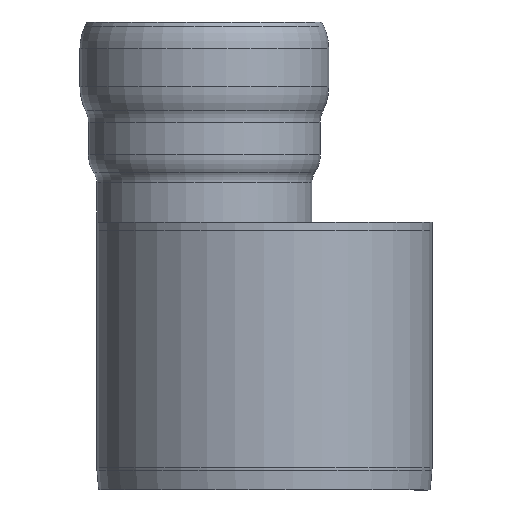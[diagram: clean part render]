
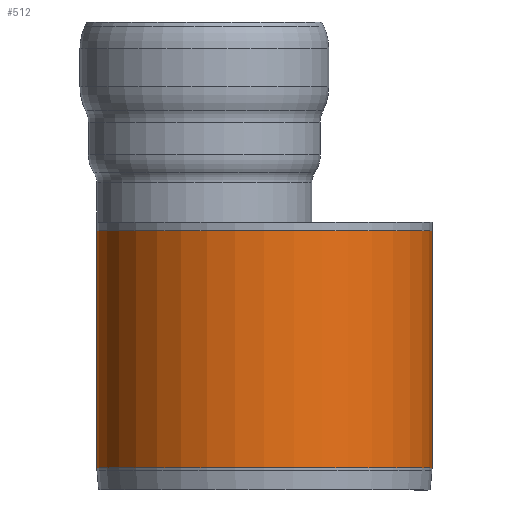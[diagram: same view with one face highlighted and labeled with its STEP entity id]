
A CAD part, front view. The second image highlights one B-rep face of the part: STEP entity #512.
In plain terms, the highlighted cylindrical face has radius 795 mm (diameter 1590 mm), a full revolution.
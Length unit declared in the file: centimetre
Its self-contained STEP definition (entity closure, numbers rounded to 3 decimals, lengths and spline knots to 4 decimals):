
#30=CYLINDRICAL_SURFACE('',#596,79.5);
#55=LINE('',#944,#69);
#69=VECTOR('',#775,79.5);
#106=FACE_OUTER_BOUND('',#140,.T.);
#140=EDGE_LOOP('',(#447,#448,#449,#450,#451));
#196=CIRCLE('',#589,79.5);
#200=CIRCLE('',#593,79.5);
#202=CIRCLE('',#597,79.5);
#246=VERTEX_POINT('',#928);
#247=VERTEX_POINT('',#929);
#251=VERTEX_POINT('',#942);
#312=EDGE_CURVE('',#246,#247,#196,.T.);
#316=EDGE_CURVE('',#247,#246,#200,.T.);
#319=EDGE_CURVE('',#251,#251,#202,.T.);
#320=EDGE_CURVE('',#251,#246,#55,.T.);
#447=ORIENTED_EDGE('',*,*,#319,.T.);
#448=ORIENTED_EDGE('',*,*,#320,.T.);
#449=ORIENTED_EDGE('',*,*,#316,.F.);
#450=ORIENTED_EDGE('',*,*,#312,.F.);
#451=ORIENTED_EDGE('',*,*,#320,.F.);
#512=ADVANCED_FACE('',(#106),#30,.T.);
#589=AXIS2_PLACEMENT_3D('',#930,#756,#757);
#593=AXIS2_PLACEMENT_3D('',#936,#764,#765);
#596=AXIS2_PLACEMENT_3D('',#941,#771,#772);
#597=AXIS2_PLACEMENT_3D('',#943,#773,#774);
#756=DIRECTION('center_axis',(0.,0.,
-1.));
#757=DIRECTION('ref_axis',(1.,0.,0.));
#764=DIRECTION('center_axis',(0.,0.,
-1.));
#765=DIRECTION('ref_axis',(1.,0.,0.));
#771=DIRECTION('center_axis',(0.,0.,
1.));
#772=DIRECTION('ref_axis',(-1.,0.,0.));
#773=DIRECTION('center_axis',(0.,0.,-1.));
#774=DIRECTION('ref_axis',(-1.,0.,0.));
#775=DIRECTION('',(0.,0.,-1.));
#928=CARTESIAN_POINT('',(814.1196,326.5271,-100.4542));
#929=CARTESIAN_POINT('',(734.6196,406.0271,-100.4542));
#930=CARTESIAN_POINT('Origin',(734.6196,326.5271,-100.4542));
#936=CARTESIAN_POINT('Origin',(734.6196,326.5271,-100.4542));
#941=CARTESIAN_POINT('Origin',(734.6196,326.5271,-44.5));
#942=CARTESIAN_POINT('',(814.1196,326.5271,12.));
#943=CARTESIAN_POINT('Origin',(734.6196,326.5271,12.));
#944=CARTESIAN_POINT('',(814.1196,326.5271,-44.5));
